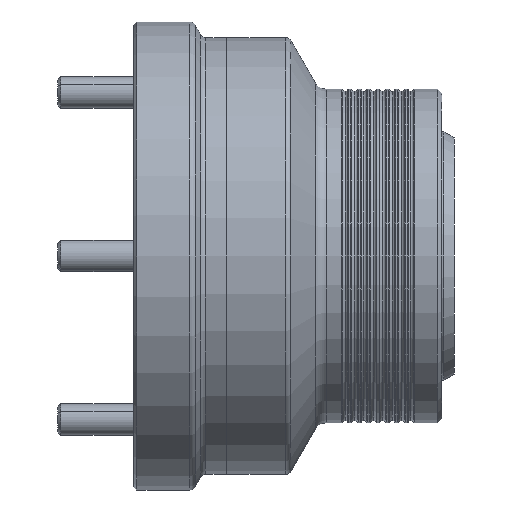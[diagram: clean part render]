
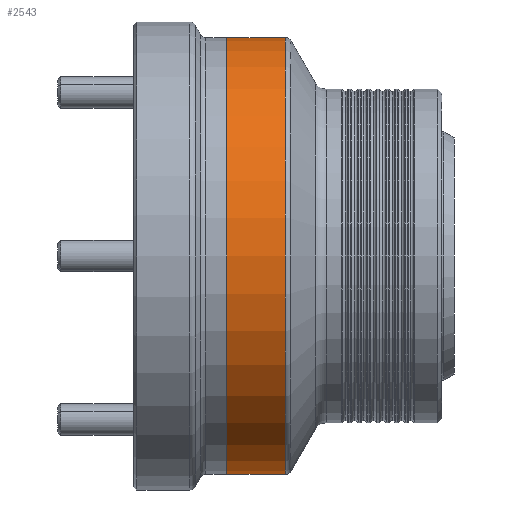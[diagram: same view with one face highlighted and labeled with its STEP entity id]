
A CAD part, front view. The second image highlights one B-rep face of the part: STEP entity #2543.
In plain terms, the highlighted cylindrical face has radius 70 mm (diameter 140 mm), a partial arc.
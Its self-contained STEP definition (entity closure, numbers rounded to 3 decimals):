
#749 = LINE ( 'NONE', #10971, #5955 ) ;
#1155 = AXIS2_PLACEMENT_3D ( 'NONE', #12437, #9339, #7388 ) ;
#1551 = CARTESIAN_POINT ( 'NONE',  ( 18.845, 0., 0. ) ) ;
#1851 = EDGE_LOOP ( 'NONE', ( #12236, #4073, #9516, #8587 ) ) ;
#1987 = VERTEX_POINT ( 'NONE', #8408 ) ;
#2449 = DIRECTION ( 'NONE',  ( -1., 0., 0. ) ) ;
#2475 = DIRECTION ( 'NONE',  ( -1., 0., 0. ) ) ;
#2543 = ADVANCED_FACE ( 'NONE', ( #10077 ), #12827, .T. ) ;
#3331 = CARTESIAN_POINT ( 'NONE',  ( 0., 0., 70. ) ) ;
#3336 = VECTOR ( 'NONE', #12968, 1000. ) ;
#3479 = AXIS2_PLACEMENT_3D ( 'NONE', #1551, #2449, #6722 ) ;
#4073 = ORIENTED_EDGE ( 'NONE', *, *, #8472, .T. ) ;
#4232 = CIRCLE ( 'NONE', #3479, 70. ) ;
#4979 = EDGE_CURVE ( 'NONE', #5124, #5859, #749, .T. ) ;
#5124 = VERTEX_POINT ( 'NONE', #5863 ) ;
#5859 = VERTEX_POINT ( 'NONE', #3331 ) ;
#5863 = CARTESIAN_POINT ( 'NONE',  ( 18.845, 0., 70. ) ) ;
#5955 = VECTOR ( 'NONE', #2475, 1000. ) ;
#6125 = DIRECTION ( 'NONE',  ( -1., 0., 0. ) ) ;
#6722 = DIRECTION ( 'NONE',  ( 0., 0., 1. ) ) ;
#7388 = DIRECTION ( 'NONE',  ( 0., 0., 1. ) ) ;
#7954 = CARTESIAN_POINT ( 'NONE',  ( 0., 0., 0. ) ) ;
#8408 = CARTESIAN_POINT ( 'NONE',  ( 18.845, 0., -70. ) ) ;
#8472 = EDGE_CURVE ( 'NONE', #1987, #5124, #4232, .T. ) ;
#8494 = LINE ( 'NONE', #10890, #3336 ) ;
#8587 = ORIENTED_EDGE ( 'NONE', *, *, #10236, .F. ) ;
#8941 = CARTESIAN_POINT ( 'NONE',  ( 0., 0., -70. ) ) ;
#9339 = DIRECTION ( 'NONE',  ( -1., 0., 0. ) ) ;
#9470 = VERTEX_POINT ( 'NONE', #8941 ) ;
#9516 = ORIENTED_EDGE ( 'NONE', *, *, #4979, .T. ) ;
#9641 = EDGE_CURVE ( 'NONE', #1987, #9470, #8494, .T. ) ;
#10077 = FACE_OUTER_BOUND ( 'NONE', #1851, .T. ) ;
#10226 = DIRECTION ( 'NONE',  ( 0., 0., 1. ) ) ;
#10236 = EDGE_CURVE ( 'NONE', #9470, #5859, #12690, .T. ) ;
#10782 = AXIS2_PLACEMENT_3D ( 'NONE', #7954, #6125, #10226 ) ;
#10890 = CARTESIAN_POINT ( 'NONE',  ( -5.559, 0., -70. ) ) ;
#10971 = CARTESIAN_POINT ( 'NONE',  ( -5.559, 0., 70. ) ) ;
#12236 = ORIENTED_EDGE ( 'NONE', *, *, #9641, .F. ) ;
#12437 = CARTESIAN_POINT ( 'NONE',  ( -5.559, 0., 0. ) ) ;
#12690 = CIRCLE ( 'NONE', #10782, 70. ) ;
#12827 = CYLINDRICAL_SURFACE ( 'NONE', #1155, 70. ) ;
#12968 = DIRECTION ( 'NONE',  ( -1., 0., 0. ) ) ;
